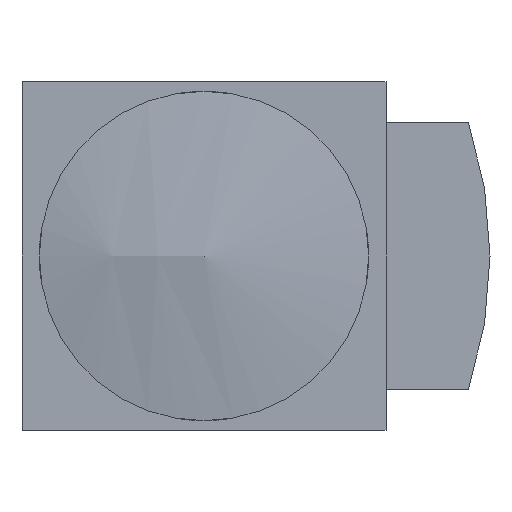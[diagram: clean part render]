
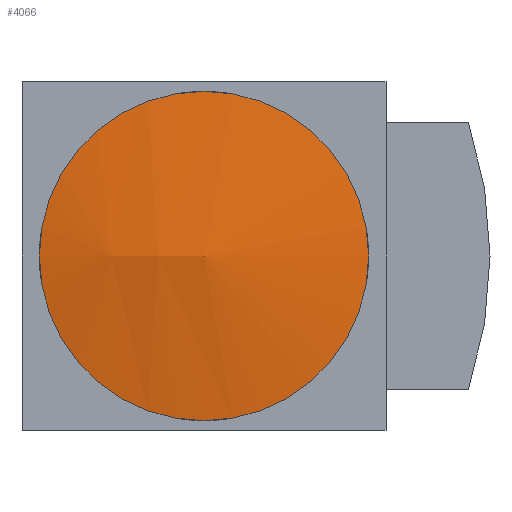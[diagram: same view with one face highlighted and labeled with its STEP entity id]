
A CAD part, front view. The second image highlights one B-rep face of the part: STEP entity #4066.
In plain terms, the highlighted spherical face has radius 80 mm.
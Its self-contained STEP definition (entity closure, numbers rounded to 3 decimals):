
#29=SPHERICAL_SURFACE('',#4374,80.);
#1756=ORIENTED_EDGE('',*,*,#2621,.T.);
#2621=EDGE_CURVE('',#3168,#3168,#3404,.T.);
#3168=VERTEX_POINT('',#6173);
#3404=CIRCLE('',#4297,19.);
#3545=EDGE_LOOP('',(#1756));
#3791=FACE_BOUND('',#3545,.T.);
#4066=ADVANCED_FACE('',(#3791),#29,.T.);
#4297=AXIS2_PLACEMENT_3D('',#6172,#4895,#4896);
#4374=AXIS2_PLACEMENT_3D('',#6535,#5161,#5162);
#4895=DIRECTION('',(0.,-1.,0.));
#4896=DIRECTION('',(0.,0.,-1.));
#5161=DIRECTION('',(0.,-1.,0.));
#5162=DIRECTION('',(-1.,0.,0.));
#6172=CARTESIAN_POINT('',(0.,-314.211,0.));
#6173=CARTESIAN_POINT('',(0.,-314.211,-19.));
#6535=CARTESIAN_POINT('',(0.,-236.5,0.));
